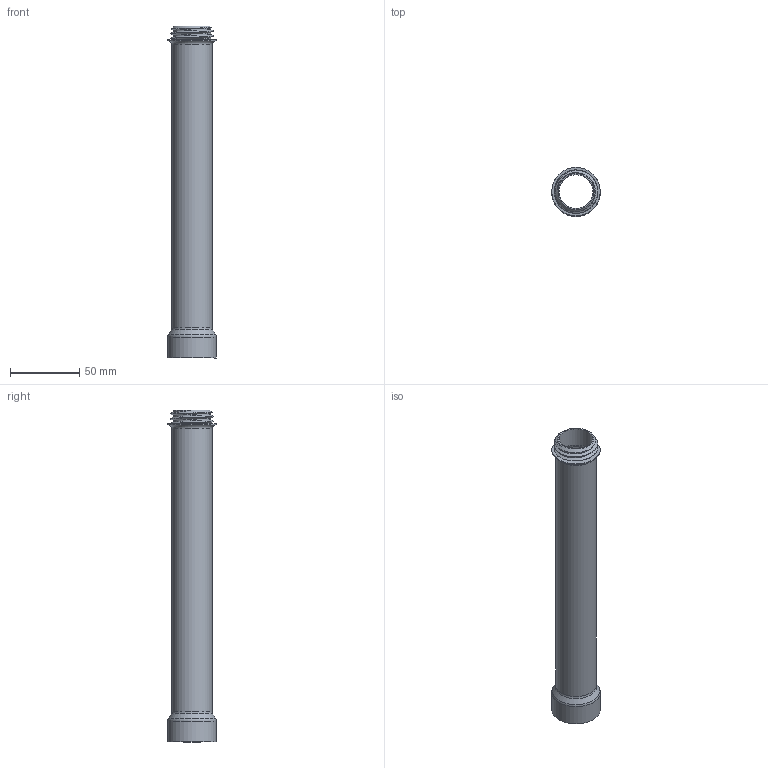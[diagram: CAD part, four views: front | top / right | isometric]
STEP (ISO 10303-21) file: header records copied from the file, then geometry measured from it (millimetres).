
FILE_DESCRIPTION(('FreeCAD Model'),'2;1');
FILE_NAME('Open CASCADE Shape Model','2024-01-12T10:49:44',(''),(''), 'Open CASCADE STEP processor 7.6','FreeCAD','Unknown');
FILE_SCHEMA(('AUTOMOTIVE_DESIGN { 1 0 10303 214 1 1 1 1 }'));
Length unit declared in the file: millimetre
Products named in the file (2): T230-A; Body
Assembly tree (1 placements, depth 2):
  T230-A
    Body
Bounding box: 35.23 x 35.23 x 240 mm (x, y, z)
Volume: 30819.9 mm3; surface area: 44412.1 mm2
Topology: 1 solids, 1 shells, 38 faces, 96 edges, 61 vertices
Faces by surface type: cylinder 19, torus 6, cone 5, bspline 4, plane 4
Full cylindrical faces by diameter (mm): 24.376 x1, 26.54 x1, 27.374 x1, 28.037 x2, 29.04 x1, 31.382 x1, 31.75 x3, 35.04 x1, 35.23 x1
Entity records: 3818 total; most frequent: CARTESIAN_POINT 2914, ORIENTED_EDGE 192, DIRECTION 167, EDGE_CURVE 96, AXIS2_PLACEMENT_3D 73, VERTEX_POINT 61, FACE_BOUND 41, EDGE_LOOP 41
